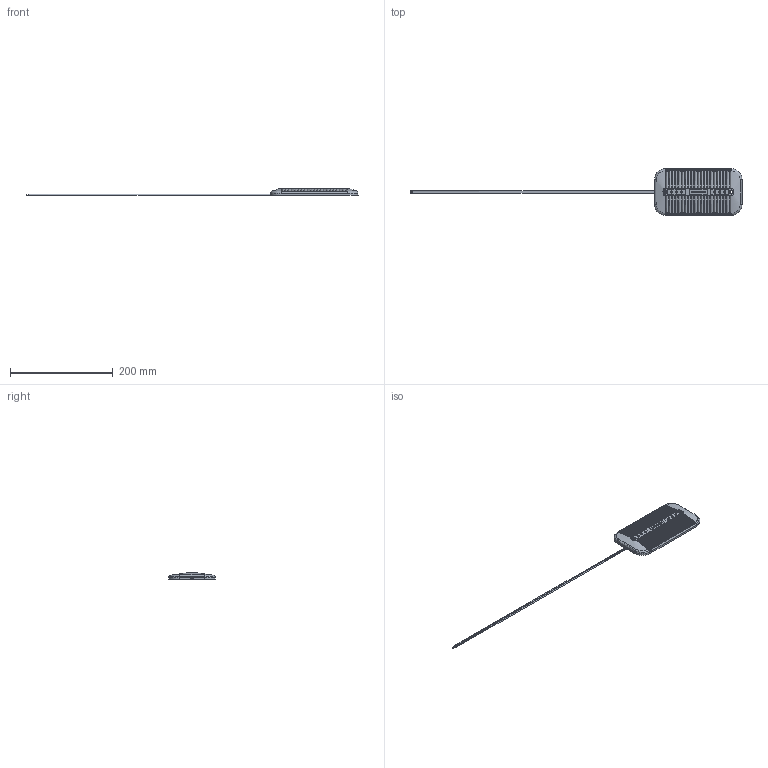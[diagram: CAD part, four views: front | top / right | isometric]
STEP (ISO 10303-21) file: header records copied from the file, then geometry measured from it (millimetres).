
FILE_DESCRIPTION(/* description */ ('Unknown'),/* implementation_level */ '2;1');
FILE_NAME(/* name */ '2022-05-12_F-28_Baugruppe',/* time_stamp */ '2022-05-13T11:02:46+02:00',/* author */ ('Unknown'),/* organization */ ('Unknown'),/* preprocessor_version */ 'ST-DEVELOPER v16.7',/* originating_system */ 'Solid Edge',/* authorisation */ 'Unknown');
FILE_SCHEMA (('AUTOMOTIVE_DESIGN {1 0 10303 214 3 1 1}'));
Length unit declared in the file: millimetre
Products named in the file (1): 2022-05-12_F-28_Baugruppe
Bounding box: 645 x 90 x 12.8 mm (x, y, z)
Volume: 72284.7 mm3; surface area: 82114.3 mm2
Topology: 1 solids, 2 shells, 875 faces, 2533 edges, 1687 vertices
Faces by surface type: cylinder 495, plane 341, bspline 25, cone 8, torus 6
Full cylindrical faces by diameter (mm): 1 x3, 1.8 x6, 4 x6, 4.5 x2, 8 x2
Entity records: 41576 total; most frequent: CARTESIAN_POINT 11278, ORIENTED_EDGE 4996, DIRECTION 4414, EDGE_CURVE 2498, VERTEX_POINT 1677, AXIS2_PLACEMENT_3D 1667, LINE 1080, VECTOR 1080
